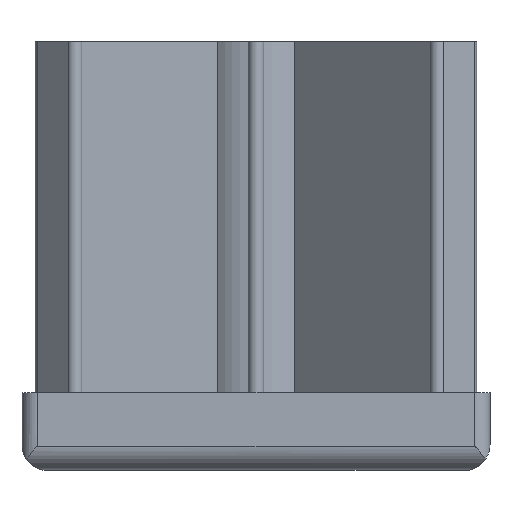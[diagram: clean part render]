
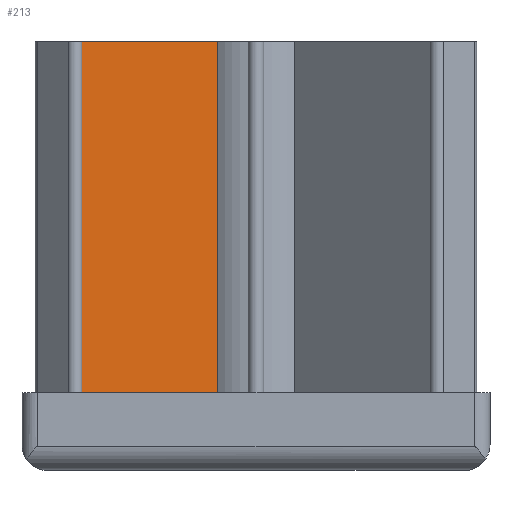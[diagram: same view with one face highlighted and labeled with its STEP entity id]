
A CAD part, front view. The second image highlights one B-rep face of the part: STEP entity #213.
In plain terms, the highlighted planar face has unit normal (0.707, -0.707, 0).
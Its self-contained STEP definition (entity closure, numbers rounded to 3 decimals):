
#213 = ADVANCED_FACE( '', ( #431 ), #432, .F. );
#431 = FACE_OUTER_BOUND( '', #646, .T. );
#432 = PLANE( '', #647 );
#646 = EDGE_LOOP( '', ( #1255, #1256, #1257, #1258 ) );
#647 = AXIS2_PLACEMENT_3D( '', #1259, #1260, #1261 );
#1255 = ORIENTED_EDGE( '', *, *, #1336, .T. );
#1256 = ORIENTED_EDGE( '', *, *, #1437, .T. );
#1257 = ORIENTED_EDGE( '', *, *, #1486, .F. );
#1258 = ORIENTED_EDGE( '', *, *, #1511, .F. );
#1259 = CARTESIAN_POINT( '', ( -23.879, -25.293, 55. ) );
#1260 = DIRECTION( '', ( -0.707, 0.707, 0. ) );
#1261 = DIRECTION( '', ( -0.707, -0.707, 0. ) );
#1336 = EDGE_CURVE( '', #1615, #1613, #1616, .T. );
#1437 = EDGE_CURVE( '', #1613, #1783, #1785, .T. );
#1486 = EDGE_CURVE( '', #1851, #1783, #1852, .T. );
#1511 = EDGE_CURVE( '', #1615, #1851, #1883, .T. );
#1613 = VERTEX_POINT( '', #2015 );
#1615 = VERTEX_POINT( '', #2018 );
#1616 = LINE( '', #2019, #2020 );
#1783 = VERTEX_POINT( '', #2344 );
#1785 = LINE( '', #2346, #2347 );
#1851 = VERTEX_POINT( '', #2456 );
#1852 = LINE( '', #2457, #2458 );
#1883 = LINE( '', #2503, #2504 );
#2015 = CARTESIAN_POINT( '', ( -23.879, -25.293, 10. ) );
#2018 = CARTESIAN_POINT( '', ( -23.879, -25.293, 55. ) );
#2019 = CARTESIAN_POINT( '', ( -23.879, -25.293, 55. ) );
#2020 = VECTOR( '', #2597, 1000. );
#2344 = CARTESIAN_POINT( '', ( -4.905, -6.32, 10. ) );
#2346 = CARTESIAN_POINT( '', ( -23.879, -25.293, 10. ) );
#2347 = VECTOR( '', #2729, 1000. );
#2456 = CARTESIAN_POINT( '', ( -4.905, -6.32, 55. ) );
#2457 = CARTESIAN_POINT( '', ( -4.905, -6.32, 55. ) );
#2458 = VECTOR( '', #2782, 1000. );
#2503 = CARTESIAN_POINT( '', ( -23.879, -25.293, 55. ) );
#2504 = VECTOR( '', #2803, 1000. );
#2597 = DIRECTION( '', ( 0., 0., -1. ) );
#2729 = DIRECTION( '', ( 0.707, 0.707, 0. ) );
#2782 = DIRECTION( '', ( 0., 0., -1. ) );
#2803 = DIRECTION( '', ( 0.707, 0.707, 0. ) );
